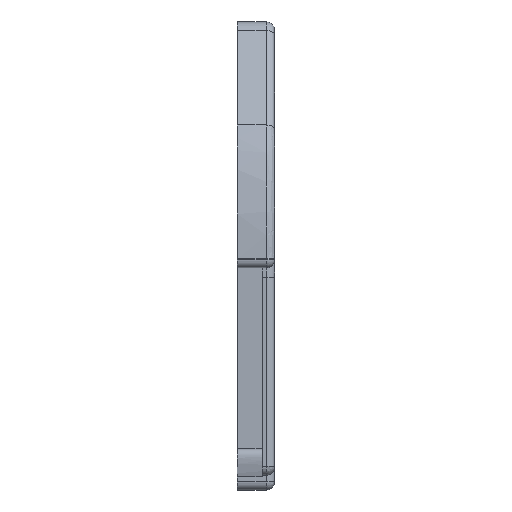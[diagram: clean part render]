
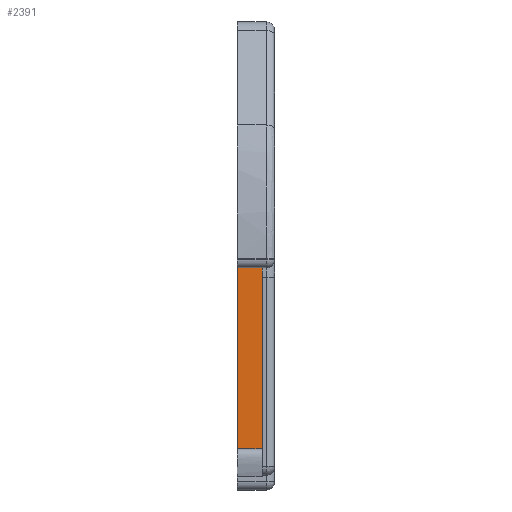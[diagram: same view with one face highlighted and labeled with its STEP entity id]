
A CAD part, left-side view. The second image highlights one B-rep face of the part: STEP entity #2391.
In plain terms, the highlighted planar face has unit normal (-1, 0, 0).
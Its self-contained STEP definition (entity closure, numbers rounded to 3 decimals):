
#297=FACE_OUTER_BOUND('',#456,.T.);
#456=EDGE_LOOP('',(#2086,#2087,#2088,#2089));
#686=LINE('',#4855,#915);
#712=LINE('',#5014,#941);
#714=LINE('',#5018,#943);
#715=LINE('',#5019,#944);
#915=VECTOR('',#3078,10.);
#941=VECTOR('',#3206,10.);
#943=VECTOR('',#3210,10.);
#944=VECTOR('',#3211,10.);
#1135=VERTEX_POINT('',#4840);
#1136=VERTEX_POINT('',#4854);
#1171=VERTEX_POINT('',#4999);
#1173=VERTEX_POINT('',#5017);
#1432=EDGE_CURVE('',#1135,#1136,#686,.T.);
#1488=EDGE_CURVE('',#1171,#1135,#712,.T.);
#1490=EDGE_CURVE('',#1173,#1171,#714,.T.);
#1491=EDGE_CURVE('',#1173,#1136,#715,.T.);
#2086=ORIENTED_EDGE('',*,*,#1490,.F.);
#2087=ORIENTED_EDGE('',*,*,#1491,.T.);
#2088=ORIENTED_EDGE('',*,*,#1432,.F.);
#2089=ORIENTED_EDGE('',*,*,#1488,.F.);
#2260=PLANE('',#2611);
#2391=ADVANCED_FACE('',(#297),#2260,.T.);
#2611=AXIS2_PLACEMENT_3D('',#5016,#3208,#3209);
#3078=DIRECTION('',(0.,0.,1.));
#3206=DIRECTION('',(0.,1.,0.));
#3208=DIRECTION('center_axis',(-1.,0.,0.));
#3209=DIRECTION('ref_axis',(0.,0.,1.));
#3210=DIRECTION('',(0.,0.,-1.));
#3211=DIRECTION('',(0.,1.,0.));
#4840=CARTESIAN_POINT('',(184.135,9.,-132.649));
#4854=CARTESIAN_POINT('',(184.135,9.,-56.796));
#4855=CARTESIAN_POINT('',(184.135,9.,-56.796));
#4999=CARTESIAN_POINT('',(184.135,3.,-132.649));
#5014=CARTESIAN_POINT('',(184.135,0.,-132.649));
#5016=CARTESIAN_POINT('Origin',(184.135,0.,-132.649));
#5017=CARTESIAN_POINT('',(184.135,3.,-56.796));
#5018=CARTESIAN_POINT('',(184.135,3.,-109.237));
#5019=CARTESIAN_POINT('',(184.135,0.,-56.796));
